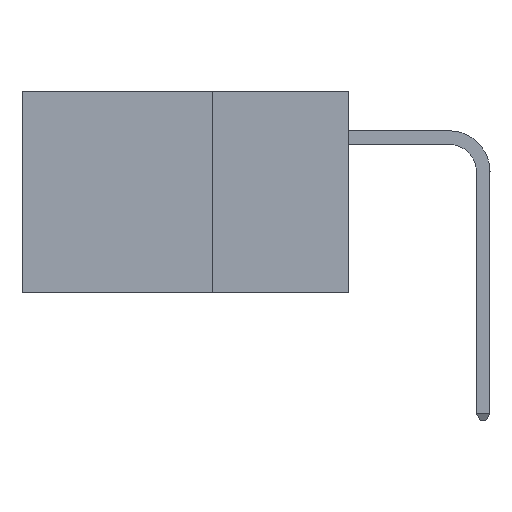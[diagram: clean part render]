
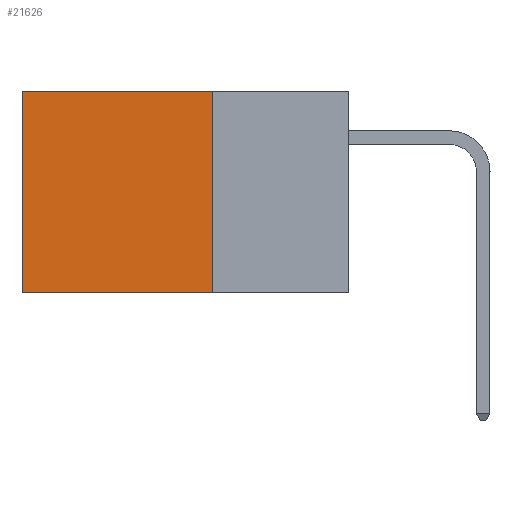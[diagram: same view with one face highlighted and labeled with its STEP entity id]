
A CAD part, left-side view. The second image highlights one B-rep face of the part: STEP entity #21626.
In plain terms, the highlighted planar face has unit normal (-1, 0, 0).
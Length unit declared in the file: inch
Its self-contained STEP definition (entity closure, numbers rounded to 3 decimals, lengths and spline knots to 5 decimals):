
#660 = CARTESIAN_POINT ( 'NONE',  ( 0.2875, 0.25, 0. ) ) ;
#1273 = CARTESIAN_POINT ( 'NONE',  ( 0.2875, 0.25, 0. ) ) ;
#1638 = DIRECTION ( 'NONE',  ( 1., 0., 0. ) ) ;
#3162 = LINE ( 'NONE', #23566, #32301 ) ;
#3763 = CARTESIAN_POINT ( 'NONE',  ( 0.2875, 0.25, -0.37 ) ) ;
#4601 = DIRECTION ( 'NONE',  ( 0., 0., -1. ) ) ;
#5622 = VECTOR ( 'NONE', #17858, 39.37008 ) ;
#6274 = ORIENTED_EDGE ( 'NONE', *, *, #22355, .F. ) ;
#6443 = CARTESIAN_POINT ( 'NONE',  ( 0.2875, 0.6, 0. ) ) ;
#7006 = EDGE_CURVE ( 'NONE', #20162, #25157, #3162, .T. ) ;
#7190 = VECTOR ( 'NONE', #20232, 39.37008 ) ;
#8262 = CARTESIAN_POINT ( 'NONE',  ( 0.2875, 0.25, -0.37 ) ) ;
#10550 = LINE ( 'NONE', #35289, #34416 ) ;
#10694 = CARTESIAN_POINT ( 'NONE',  ( 0.2875, 0.25, 0. ) ) ;
#12473 = VERTEX_POINT ( 'NONE', #33231 ) ;
#13780 = DIRECTION ( 'NONE',  ( 0., 1., 0. ) ) ;
#17006 = FACE_OUTER_BOUND ( 'NONE', #32104, .T. ) ;
#17612 = AXIS2_PLACEMENT_3D ( 'NONE', #10694, #1638, #4601 ) ;
#17858 = DIRECTION ( 'NONE',  ( 0., 0., -1. ) ) ;
#18684 = PLANE ( 'NONE',  #17612 ) ;
#19989 = LINE ( 'NONE', #8262, #7190 ) ;
#20162 = VERTEX_POINT ( 'NONE', #1273 ) ;
#20232 = DIRECTION ( 'NONE',  ( 0., 1., 0. ) ) ;
#20721 = ORIENTED_EDGE ( 'NONE', *, *, #29001, .T. ) ;
#21626 = ADVANCED_FACE ( 'NONE', ( #17006 ), #18684, .F. ) ;
#22355 = EDGE_CURVE ( 'NONE', #34501, #12473, #19989, .T. ) ;
#23566 = CARTESIAN_POINT ( 'NONE',  ( 0.2875, 0.25, 0. ) ) ;
#23757 = LINE ( 'NONE', #660, #5622 ) ;
#23800 = ORIENTED_EDGE ( 'NONE', *, *, #34467, .F. ) ;
#24138 = DIRECTION ( 'NONE',  ( 0., 0., -1. ) ) ;
#25157 = VERTEX_POINT ( 'NONE', #6443 ) ;
#26212 = ORIENTED_EDGE ( 'NONE', *, *, #7006, .T. ) ;
#29001 = EDGE_CURVE ( 'NONE', #25157, #12473, #10550, .T. ) ;
#32104 = EDGE_LOOP ( 'NONE', ( #20721, #6274, #23800, #26212 ) ) ;
#32301 = VECTOR ( 'NONE', #13780, 39.37008 ) ;
#33231 = CARTESIAN_POINT ( 'NONE',  ( 0.2875, 0.6, -0.37 ) ) ;
#34416 = VECTOR ( 'NONE', #24138, 39.37008 ) ;
#34467 = EDGE_CURVE ( 'NONE', #20162, #34501, #23757, .T. ) ;
#34501 = VERTEX_POINT ( 'NONE', #3763 ) ;
#35289 = CARTESIAN_POINT ( 'NONE',  ( 0.2875, 0.6, 0. ) ) ;
